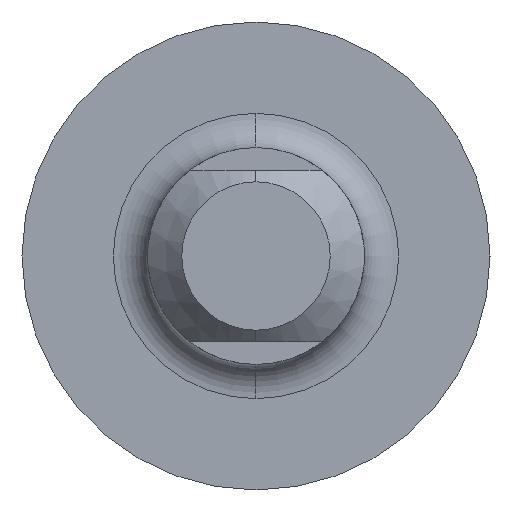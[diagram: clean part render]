
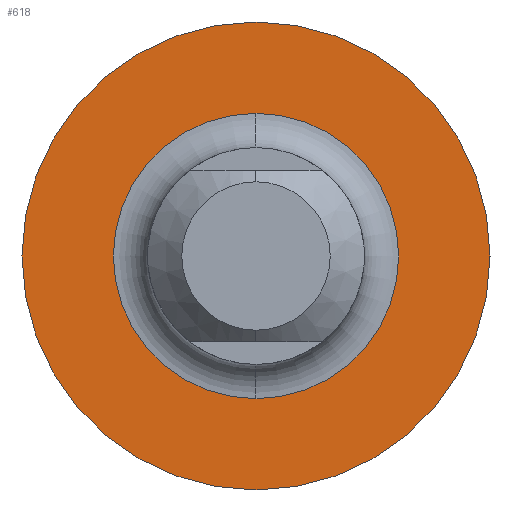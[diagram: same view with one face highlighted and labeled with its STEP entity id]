
A CAD part, left-side view. The second image highlights one B-rep face of the part: STEP entity #618.
In plain terms, the highlighted planar face has unit normal (-1, 0, 0).
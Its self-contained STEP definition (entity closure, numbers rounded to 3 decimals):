
#6 = AXIS2_PLACEMENT_3D ( 'NONE', #61, #588, #385 ) ;
#29 = AXIS2_PLACEMENT_3D ( 'NONE', #125, #328, #771 ) ;
#40 = EDGE_CURVE ( 'NONE', #796, #295, #202, .T. ) ;
#42 = CARTESIAN_POINT ( 'NONE',  ( -41.25, 0., 0. ) ) ;
#61 = CARTESIAN_POINT ( 'NONE',  ( -41.25, 0., 0. ) ) ;
#66 = ORIENTED_EDGE ( 'NONE', *, *, #464, .T. ) ;
#67 = FACE_OUTER_BOUND ( 'NONE', #594, .T. ) ;
#103 = AXIS2_PLACEMENT_3D ( 'NONE', #371, #586, #193 ) ;
#104 = ORIENTED_EDGE ( 'NONE', *, *, #659, .T. ) ;
#125 = CARTESIAN_POINT ( 'NONE',  ( -41.25, 0., 0. ) ) ;
#163 = CARTESIAN_POINT ( 'NONE',  ( -41.25, 0., -1.25 ) ) ;
#193 = DIRECTION ( 'NONE',  ( 0., 0., -1. ) ) ;
#197 = FACE_BOUND ( 'NONE', #736, .T. ) ;
#202 = CIRCLE ( 'NONE', #6, 1.25 ) ;
#227 = DIRECTION ( 'NONE',  ( -1., 0., 0. ) ) ;
#271 = EDGE_CURVE ( 'NONE', #725, #714, #797, .T. ) ;
#274 = CIRCLE ( 'NONE', #738, 1.25 ) ;
#295 = VERTEX_POINT ( 'NONE', #418 ) ;
#297 = DIRECTION ( 'NONE',  ( 0., 0., 1. ) ) ;
#328 = DIRECTION ( 'NONE',  ( -1., 0., 0. ) ) ;
#371 = CARTESIAN_POINT ( 'NONE',  ( -41.25, 2.05, 0. ) ) ;
#385 = DIRECTION ( 'NONE',  ( 0., 0., -1. ) ) ;
#415 = ORIENTED_EDGE ( 'NONE', *, *, #40, .T. ) ;
#417 = DIRECTION ( 'NONE',  ( 0., 0., -1. ) ) ;
#418 = CARTESIAN_POINT ( 'NONE',  ( -41.25, 0., 1.25 ) ) ;
#464 = EDGE_CURVE ( 'NONE', #295, #796, #274, .T. ) ;
#520 = PLANE ( 'NONE',  #103 ) ;
#531 = CARTESIAN_POINT ( 'NONE',  ( -41.25, 0., 2.05 ) ) ;
#543 = CARTESIAN_POINT ( 'NONE',  ( -41.25, 0., -2.05 ) ) ;
#586 = DIRECTION ( 'NONE',  ( 1., 0., 0. ) ) ;
#588 = DIRECTION ( 'NONE',  ( 1., 0., 0. ) ) ;
#591 = AXIS2_PLACEMENT_3D ( 'NONE', #42, #227, #297 ) ;
#594 = EDGE_LOOP ( 'NONE', ( #648, #104 ) ) ;
#618 = ADVANCED_FACE ( 'NONE', ( #197, #67 ), #520, .F. ) ;
#627 = CIRCLE ( 'NONE', #29, 2.05 ) ;
#648 = ORIENTED_EDGE ( 'NONE', *, *, #271, .T. ) ;
#659 = EDGE_CURVE ( 'NONE', #714, #725, #627, .T. ) ;
#714 = VERTEX_POINT ( 'NONE', #543 ) ;
#725 = VERTEX_POINT ( 'NONE', #531 ) ;
#736 = EDGE_LOOP ( 'NONE', ( #415, #66 ) ) ;
#738 = AXIS2_PLACEMENT_3D ( 'NONE', #747, #758, #417 ) ;
#747 = CARTESIAN_POINT ( 'NONE',  ( -41.25, 0., 0. ) ) ;
#758 = DIRECTION ( 'NONE',  ( 1., 0., 0. ) ) ;
#771 = DIRECTION ( 'NONE',  ( 0., 0., 1. ) ) ;
#796 = VERTEX_POINT ( 'NONE', #163 ) ;
#797 = CIRCLE ( 'NONE', #591, 2.05 ) ;
